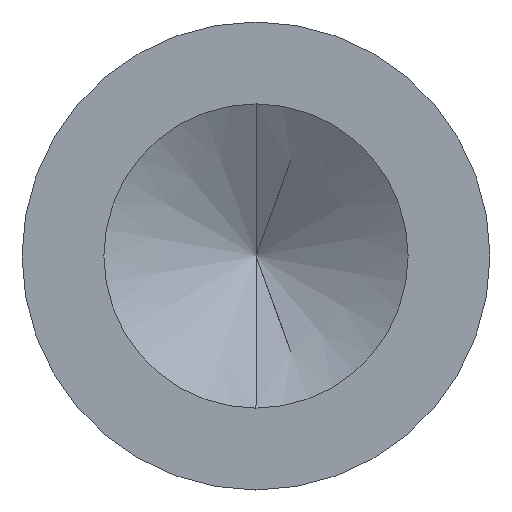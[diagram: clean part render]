
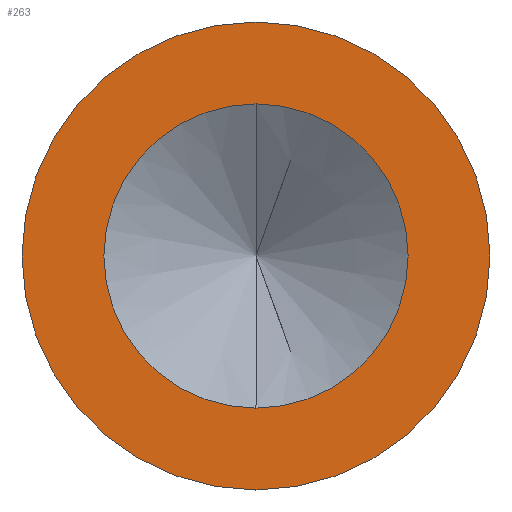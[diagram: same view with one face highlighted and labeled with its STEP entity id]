
A CAD part, front view. The second image highlights one B-rep face of the part: STEP entity #263.
In plain terms, the highlighted planar face has unit normal (0, -1, 0).
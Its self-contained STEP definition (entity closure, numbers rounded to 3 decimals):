
#151 = DIRECTION ( 'NONE',  ( 0., 0., -1. ) ) ;
#263 = ADVANCED_FACE ( 'Defeature ausgef�hrt1_0', ( #3436, #1111 ), #1896, .F. ) ;
#286 = CARTESIAN_POINT ( 'NONE',  ( 0., 0., 0. ) ) ;
#332 = VERTEX_POINT ( 'NONE', #633 ) ;
#387 = EDGE_LOOP ( 'NONE', ( #4394, #1028 ) ) ;
#461 = AXIS2_PLACEMENT_3D ( 'NONE', #4220, #2130, #694 ) ;
#633 = CARTESIAN_POINT ( 'NONE',  ( 0., 0., -0.5 ) ) ;
#694 = DIRECTION ( 'NONE',  ( 0., 0., 1. ) ) ;
#975 = AXIS2_PLACEMENT_3D ( 'NONE', #3854, #4218, #2476 ) ;
#983 = CIRCLE ( 'NONE', #461, 0.325 ) ;
#1028 = ORIENTED_EDGE ( 'NONE', *, *, #4347, .T. ) ;
#1111 = FACE_OUTER_BOUND ( 'NONE', #387, .T. ) ;
#1559 = VERTEX_POINT ( 'NONE', #2894 ) ;
#1725 = CIRCLE ( 'NONE', #975, 0.325 ) ;
#1744 = DIRECTION ( 'NONE',  ( 0., 0., 1. ) ) ;
#1896 = PLANE ( 'NONE',  #4232 ) ;
#1962 = CIRCLE ( 'NONE', #2371, 0.5 ) ;
#2130 = DIRECTION ( 'NONE',  ( 0., -1., 0. ) ) ;
#2246 = CARTESIAN_POINT ( 'NONE',  ( 0., 0., 0. ) ) ;
#2371 = AXIS2_PLACEMENT_3D ( 'NONE', #286, #4171, #3417 ) ;
#2476 = DIRECTION ( 'NONE',  ( 0., 0., 1. ) ) ;
#2737 = EDGE_CURVE ( 'Defeature ausgef�hrt1_9+Defeature ausgef�hrt1_0+Defeature ausgef�hrt1_0+Defeature ausgef�hrt1_0', #3833, #3090, #983, .T. ) ;
#2864 = CARTESIAN_POINT ( 'NONE',  ( 0., 0., -0.325 ) ) ;
#2894 = CARTESIAN_POINT ( 'NONE',  ( 0., 0., 0.5 ) ) ;
#2911 = AXIS2_PLACEMENT_3D ( 'NONE', #3848, #4222, #1744 ) ;
#3090 = VERTEX_POINT ( 'NONE', #2864 ) ;
#3323 = DIRECTION ( 'NONE',  ( 0., 1., 0. ) ) ;
#3417 = DIRECTION ( 'NONE',  ( 0., 0., 1. ) ) ;
#3436 = FACE_BOUND ( 'NONE', #3695, .T. ) ;
#3441 = CIRCLE ( 'NONE', #2911, 0.5 ) ;
#3485 = EDGE_CURVE ( 'Defeature ausgef�hrt1_9+Defeature ausgef�hrt1_0+Defeature ausgef�hrt1_0+Defeature ausgef�hrt1_0', #3090, #3833, #1725, .T. ) ;
#3589 = ORIENTED_EDGE ( 'NONE', *, *, #2737, .F. ) ;
#3695 = EDGE_LOOP ( 'NONE', ( #3589, #4094 ) ) ;
#3833 = VERTEX_POINT ( 'NONE', #4080 ) ;
#3848 = CARTESIAN_POINT ( 'NONE',  ( 0., 0., 0. ) ) ;
#3854 = CARTESIAN_POINT ( 'NONE',  ( 0., 0., 0. ) ) ;
#4080 = CARTESIAN_POINT ( 'NONE',  ( 0., 0., 0.325 ) ) ;
#4094 = ORIENTED_EDGE ( 'NONE', *, *, #3485, .F. ) ;
#4171 = DIRECTION ( 'NONE',  ( 0., -1., 0. ) ) ;
#4218 = DIRECTION ( 'NONE',  ( 0., -1., 0. ) ) ;
#4220 = CARTESIAN_POINT ( 'NONE',  ( 0., 0., 0. ) ) ;
#4222 = DIRECTION ( 'NONE',  ( 0., -1., 0. ) ) ;
#4232 = AXIS2_PLACEMENT_3D ( 'NONE', #2246, #3323, #151 ) ;
#4251 = EDGE_CURVE ( 'Defeature ausgef�hrt1_0+Defeature ausgef�hrt1_1+Defeature ausgef�hrt1_1+Defeature ausgef�hrt1_1', #1559, #332, #1962, .T. ) ;
#4347 = EDGE_CURVE ( 'Defeature ausgef�hrt1_0+Defeature ausgef�hrt1_1+Defeature ausgef�hrt1_1+Defeature ausgef�hrt1_1', #332, #1559, #3441, .T. ) ;
#4394 = ORIENTED_EDGE ( 'NONE', *, *, #4251, .T. ) ;
